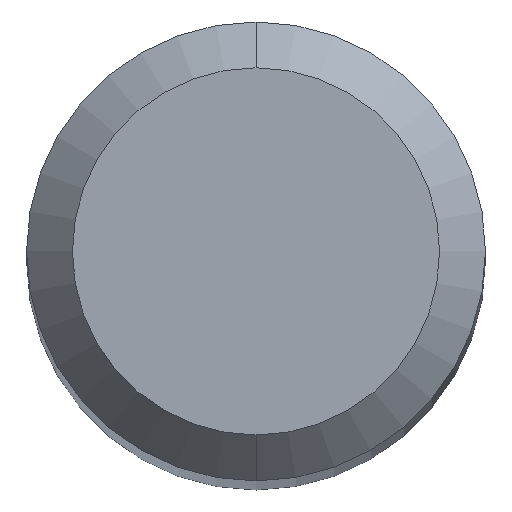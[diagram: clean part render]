
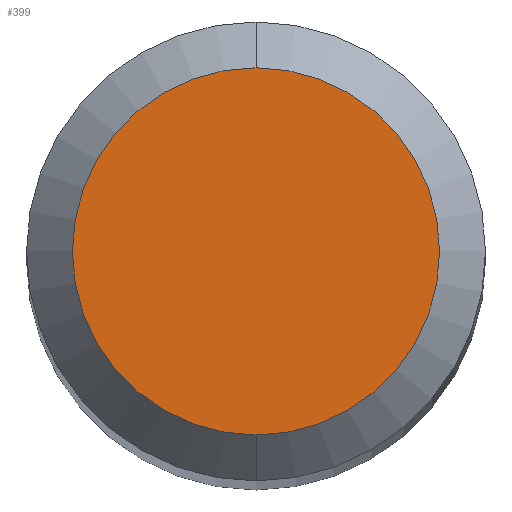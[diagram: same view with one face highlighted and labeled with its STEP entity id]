
A CAD part, top view. The second image highlights one B-rep face of the part: STEP entity #399.
In plain terms, the highlighted planar face has unit normal (0, 0, 1).
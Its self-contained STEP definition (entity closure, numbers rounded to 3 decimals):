
#193=VERTEX_POINT('',#502);
#247=EDGE_CURVE('',#299,#193,#563,.T.);
#299=VERTEX_POINT('',#620);
#383=EDGE_CURVE('',#193,#299,#710,.T.);
#399=ADVANCED_FACE('',(#729),#730,.T.);
#502=CARTESIAN_POINT('',(0.0,1.2,0.0));
#563=CIRCLE('',#940,1.2);
#620=CARTESIAN_POINT('',(0.,-1.2,0.0));
#710=CIRCLE('',#1297,1.2);
#729=FACE_OUTER_BOUND('',#1319,.T.);
#730=PLANE('',#1320);
#940=AXIS2_PLACEMENT_3D('',#1539,#1540,#1541);
#1297=AXIS2_PLACEMENT_3D('',#1693,#1694,#1695);
#1319=EDGE_LOOP('',(#1725,#1726));
#1320=AXIS2_PLACEMENT_3D('',#1727,#1728,#1729);
#1539=CARTESIAN_POINT('',(0.0,0.0,0.0));
#1540=DIRECTION('',(0.0,0.0,-1.0));
#1541=DIRECTION('',(0.0,1.0,0.0));
#1693=CARTESIAN_POINT('',(0.0,0.0,0.0));
#1694=DIRECTION('',(0.0,0.0,-1.0));
#1695=DIRECTION('',(0.0,1.0,0.0));
#1725=ORIENTED_EDGE('',*,*,#383,.F.);
#1726=ORIENTED_EDGE('',*,*,#247,.F.);
#1727=CARTESIAN_POINT('',(0.0,0.6,0.0));
#1728=DIRECTION('',(-0.0,0.0,1.0));
#1729=DIRECTION('',(0.0,-1.0,0.0));
